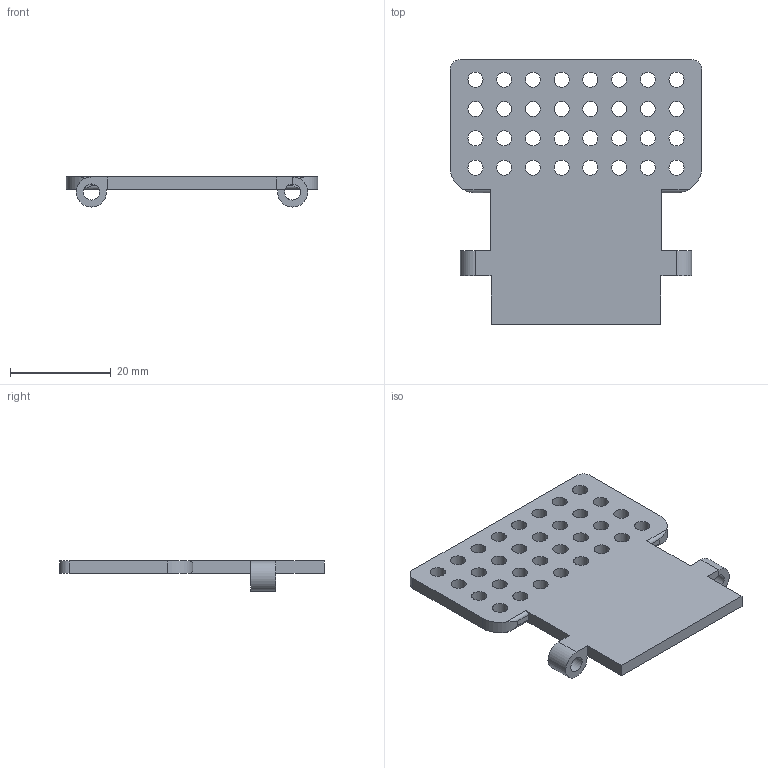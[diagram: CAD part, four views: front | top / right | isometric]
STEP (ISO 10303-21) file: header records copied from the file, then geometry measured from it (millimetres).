
FILE_DESCRIPTION(/* description */ (''),/* implementation_level */ '2;1');
FILE_NAME(/* name */ 'Basic Expansion Shelf .5 Size.stp',/* time_stamp */ '2016-11-14T18:24:51-08:00',/* author */ (''),/* organization */ (''),/* preprocessor_version */ 'ST-DEVELOPER v15.2',/* originating_system */ 'Autodesk Translator Framework v2.0.0.5431',/* authorisation */ '');
FILE_SCHEMA (('AUTOMOTIVE_DESIGN { 1 0 10303 214 3 1 1 }'));
Length unit declared in the file: centimetre
Products named in the file (1): (Unsaved)
Bounding box: 50 x 52.69 x 6 mm (x, y, z)
Volume: 5156.7 mm3; surface area: 5538 mm2
Topology: 1 solids, 1 shells, 61 faces, 178 edges, 118 vertices
Faces by surface type: cylinder 44, plane 17
Full cylindrical faces by diameter (mm): 3 x32, 3.2 x2
Entity records: 2049 total; most frequent: DIRECTION 348, CARTESIAN_POINT 342, ORIENTED_EDGE 286, EDGE_LOOP 162, AXIS2_PLACEMENT_3D 147, EDGE_CURVE 143, VERTEX_POINT 117, FACE_BOUND 101
